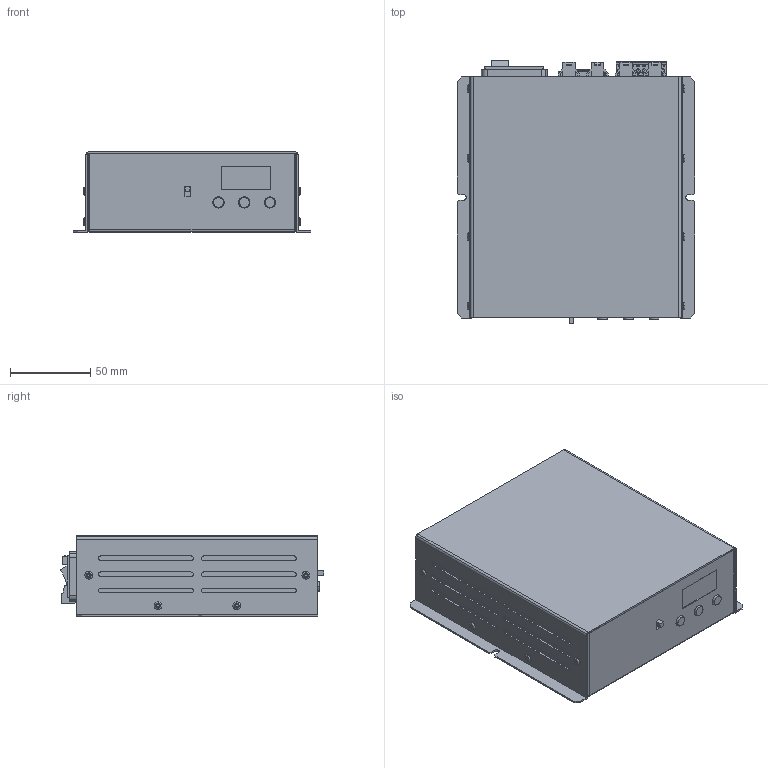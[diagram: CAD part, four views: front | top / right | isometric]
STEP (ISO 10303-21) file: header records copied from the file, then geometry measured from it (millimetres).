
FILE_DESCRIPTION(('STEP AP214'),'1');
FILE_NAME('LV-E2404.stp','2022-11-15T07:58:23',(' '),(' '),'Spatial InterOp 3D',' ',' ');
FILE_SCHEMA(('AUTOMOTIVE_DESIGN { 1 0 10303 214 1 1 1 1 }'));
Length unit declared in the file: metre
Products named in the file (2): LV-E2404; Component1
Assembly tree (1 placements, depth 2):
  LV-E2404
    Component1
Bounding box: 148 x 163.62 x 50 mm (x, y, z)
Volume: 993933.5 mm3; surface area: 85147.2 mm2
Topology: 1 solids, 1 shells, 1575 faces, 4308 edges, 2760 vertices
Faces by surface type: plane 1110, cylinder 379, torus 60, cone 18, sphere 8
Entity records: 49822 total; most frequent: CARTESIAN_POINT 8949, ORIENTED_EDGE 8600, DIRECTION 8442, EDGE_CURVE 4300, LINE 3256, VECTOR 3256, VERTEX_POINT 2760, AXIS2_PLACEMENT_3D 2593
